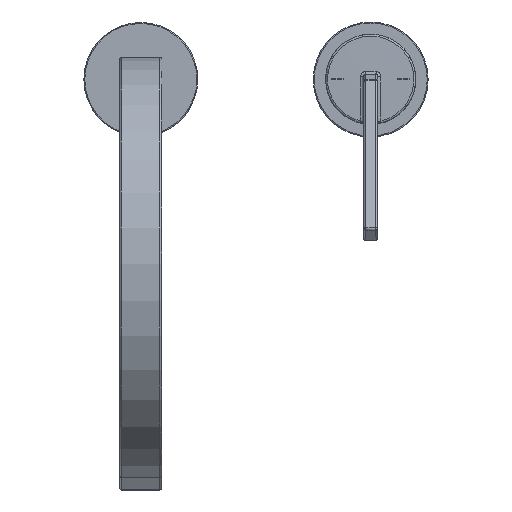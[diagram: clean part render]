
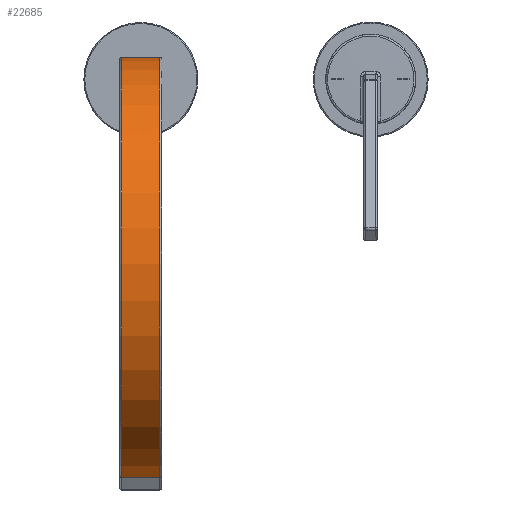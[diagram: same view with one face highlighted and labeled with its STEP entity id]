
A CAD part, top view. The second image highlights one B-rep face of the part: STEP entity #22685.
In plain terms, the highlighted cylindrical face has radius 111 mm (diameter 222 mm), a partial arc.
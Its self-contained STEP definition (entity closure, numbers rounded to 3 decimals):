
#9096=CARTESIAN_POINT('',(-10.,-100.,284.));
#9097=DIRECTION('',(-1.,0.,0.));
#9098=DIRECTION('',(0.,-0.975,0.222));
#9099=AXIS2_PLACEMENT_3D('',#9096,#9097,#9098);
#9101=DIRECTION('',(-1.,0.,0.));
#9102=VECTOR('',#9101,20.);
#9103=CARTESIAN_POINT('',(10.,11.,284.));
#9104=LINE('',#9103,#9102);
#9105=CARTESIAN_POINT('',(10.,-100.,284.));
#9106=DIRECTION('',(-1.,0.,0.));
#9107=DIRECTION('',(0.,-0.975,0.222));
#9108=AXIS2_PLACEMENT_3D('',#9105,#9106,#9107);
#9226=DIRECTION('',(-1.,0.,0.));
#9227=VECTOR('',#9226,20.);
#9228=CARTESIAN_POINT('',(10.,-208.242,308.592));
#9229=LINE('',#9228,#9227);
#9873=CARTESIAN_POINT('',(-10.,-208.242,308.592));
#9874=CARTESIAN_POINT('',(-10.,11.,284.));
#9875=VERTEX_POINT('',#9873);
#9876=VERTEX_POINT('',#9874);
#9877=CARTESIAN_POINT('',(10.,11.,284.));
#9878=VERTEX_POINT('',#9877);
#9879=CARTESIAN_POINT('',(10.,-208.242,308.592));
#9880=VERTEX_POINT('',#9879);
#22672=CARTESIAN_POINT('',(0.,-100.,284.));
#22673=DIRECTION('',(1.,0.,0.));
#22674=DIRECTION('',(0.,1.,0.));
#22675=AXIS2_PLACEMENT_3D('',#22672,#22673,#22674);
#22676=CYLINDRICAL_SURFACE('',#22675,111.);
#22678=ORIENTED_EDGE('',*,*,#22677,.T.);
#22679=ORIENTED_EDGE('',*,*,#22134,.F.);
#22680=ORIENTED_EDGE('',*,*,#22656,.F.);
#22682=ORIENTED_EDGE('',*,*,#22681,.T.);
#22683=EDGE_LOOP('',(#22678,#22679,#22680,#22682));
#22684=FACE_OUTER_BOUND('',#22683,.F.);
#9100=CIRCLE('',#9099,111.);
#9109=CIRCLE('',#9108,111.);
#22134=EDGE_CURVE('',#9878,#9876,#9104,.T.);
#22656=EDGE_CURVE('',#9880,#9878,#9109,.T.);
#22677=EDGE_CURVE('',#9875,#9876,#9100,.T.);
#22681=EDGE_CURVE('',#9880,#9875,#9229,.T.);
#22685=ADVANCED_FACE('',(#22684),#22676,.T.);
